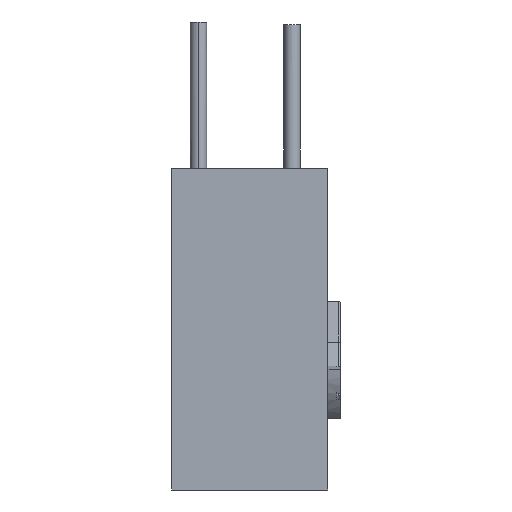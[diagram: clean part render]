
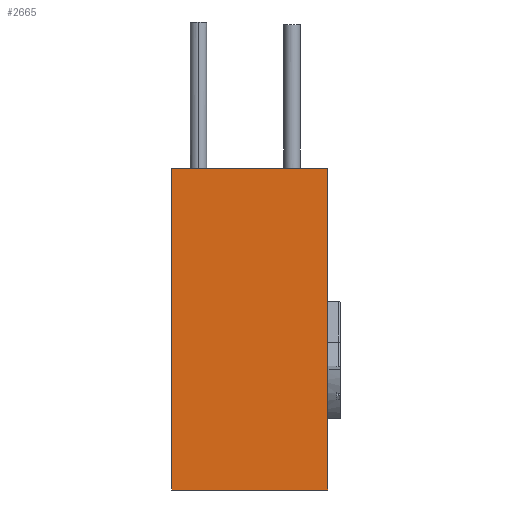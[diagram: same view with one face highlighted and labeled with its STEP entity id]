
A CAD part, left-side view. The second image highlights one B-rep face of the part: STEP entity #2665.
In plain terms, the highlighted planar face has unit normal (-1, 0, 0).
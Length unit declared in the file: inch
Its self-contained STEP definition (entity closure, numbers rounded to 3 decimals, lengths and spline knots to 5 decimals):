
#547=DIRECTION('',(0.,-1.,0.));
#548=VECTOR('',#547,0.175);
#549=CARTESIAN_POINT('',(-0.1425,0.165,0.211));
#550=LINE('',#549,#548);
#559=DIRECTION('',(0.,0.,1.));
#560=VECTOR('',#559,0.36);
#561=CARTESIAN_POINT('',(-0.1425,0.165,-0.149));
#562=LINE('',#561,#560);
#563=DIRECTION('',(0.,0.,-1.));
#564=VECTOR('',#563,0.36);
#565=CARTESIAN_POINT('',(-0.1425,-0.01,0.211));
#566=LINE('',#565,#564);
#567=DIRECTION('',(0.,1.,0.));
#568=VECTOR('',#567,0.175);
#569=CARTESIAN_POINT('',(-0.1425,-0.01,-0.149));
#570=LINE('',#569,#568);
#1697=CARTESIAN_POINT('',(-0.1425,-0.01,-0.149));
#1699=VERTEX_POINT('',#1697);
#1701=CARTESIAN_POINT('',(-0.1425,0.165,-0.149));
#1703=VERTEX_POINT('',#1701);
#1720=CARTESIAN_POINT('',(-0.1425,0.165,0.211));
#1721=VERTEX_POINT('',#1720);
#1722=CARTESIAN_POINT('',(-0.1425,-0.01,0.211));
#1723=VERTEX_POINT('',#1722);
#2652=CARTESIAN_POINT('',(-0.1425,-0.01,-0.149));
#2653=DIRECTION('',(-1.,0.,0.));
#2654=DIRECTION('',(0.,0.,1.));
#2655=AXIS2_PLACEMENT_3D('',#2652,#2653,#2654);
#2656=PLANE('',#2655);
#2658=ORIENTED_EDGE('',*,*,#2657,.T.);
#2659=ORIENTED_EDGE('',*,*,#2643,.T.);
#2660=ORIENTED_EDGE('',*,*,#2218,.T.);
#2662=ORIENTED_EDGE('',*,*,#2661,.T.);
#2663=EDGE_LOOP('',(#2658,#2659,#2660,#2662));
#2664=FACE_OUTER_BOUND('',#2663,.F.);
#2665=ADVANCED_FACE('',(#2664),#2656,.T.);
#2218=EDGE_CURVE('',#1723,#1699,#566,.T.);
#2643=EDGE_CURVE('',#1721,#1723,#550,.T.);
#2657=EDGE_CURVE('',#1703,#1721,#562,.T.);
#2661=EDGE_CURVE('',#1699,#1703,#570,.T.);
